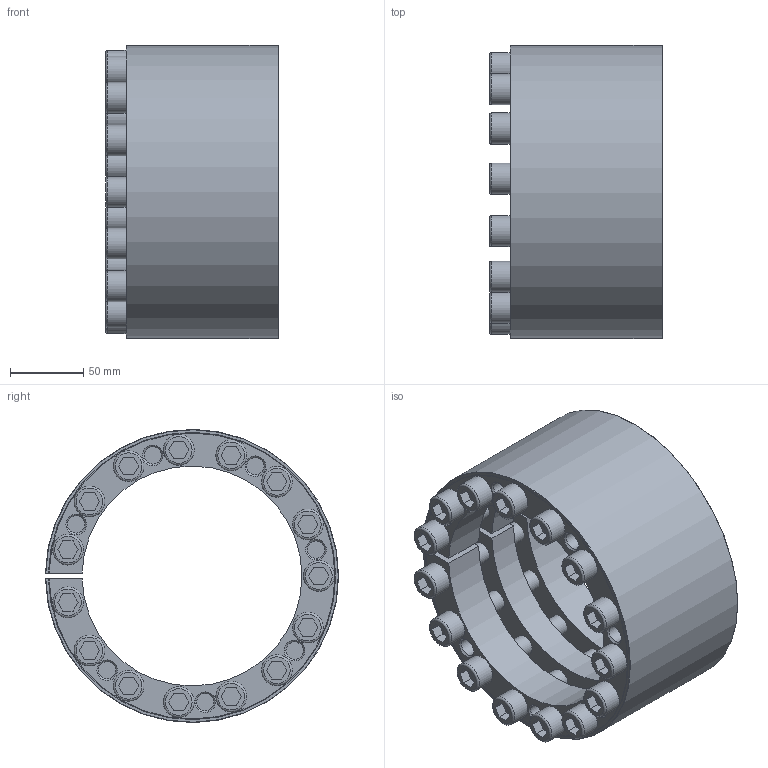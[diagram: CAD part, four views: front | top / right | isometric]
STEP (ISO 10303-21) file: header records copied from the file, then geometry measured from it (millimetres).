
FILE_DESCRIPTION(/* description */ ('STEP AP214'),/* implementation_level */ '2;1');
FILE_NAME(/* name */ 'KLEE150',/* time_stamp */ '2024-05-23T14:13:20+02:00',/* author */ ('License CC BY-ND 4.0'),/* organization */ ('CADENAS'),/* preprocessor_version */ 'ST-DEVELOPER v19.3',/* originating_system */ 'PARTsolutions',/* authorisation */ ' ');
FILE_SCHEMA (('AUTOMOTIVE_DESIGN {1 0 10303 214 3 1 1}'));
Length unit declared in the file: millimetre
Products named in the file (6): KLEE150; KLEE150_threaded_KLEE; KLEE150_outer; KLEE150_threaded_KLEE2; KLEE150_nothread; 215_KLEE
Assembly tree (20 placements, depth 2):
  KLEE150
    KLEE150_threaded_KLEE
    KLEE150_outer
    KLEE150_threaded_KLEE2
    KLEE150_nothread
    215_KLEE  x16
Bounding box: 118 x 199.98 x 199.99 mm (x, y, z)
Volume: 1268010.4 mm3; surface area: 393568.9 mm2
Topology: 19 solids, 19 shells, 392 faces, 858 edges, 537 vertices
Faces by surface type: plane 174, cylinder 88, cone 80, torus 50
Full cylindrical faces by diameter (mm): 11.835 x37, 14 x16, 14.7 x15, 21 x16
Entity records: 4005 total; most frequent: DIRECTION 708, CARTESIAN_POINT 629, ORIENTED_EDGE 458, EDGE_LOOP 346, FACE_BOUND 346, AXIS2_PLACEMENT_3D 333, EDGE_CURVE 229, VERTEX_POINT 205
